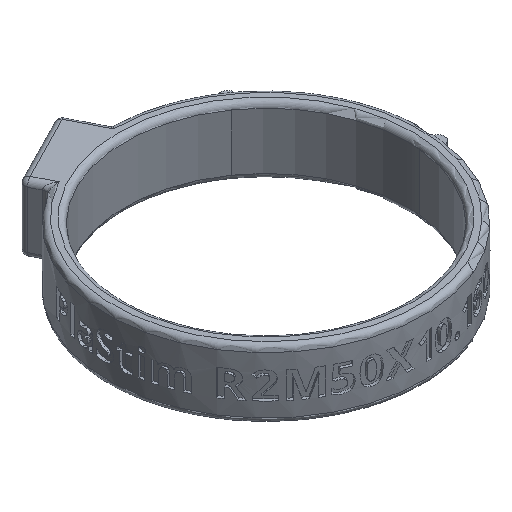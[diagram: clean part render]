
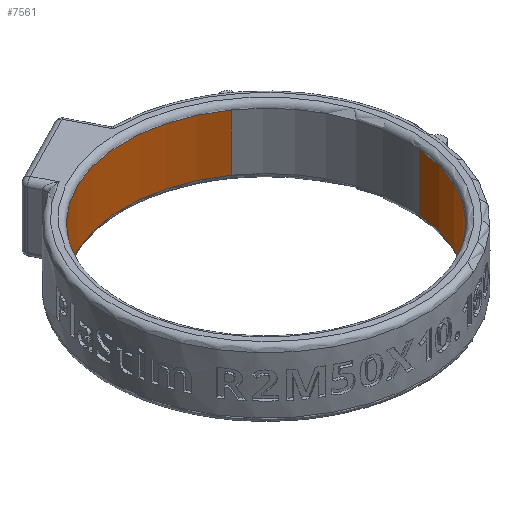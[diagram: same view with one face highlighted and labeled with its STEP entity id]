
A CAD part, isometric view. The second image highlights one B-rep face of the part: STEP entity #7561.
In plain terms, the highlighted cylindrical face has radius 25 mm (diameter 50 mm), a partial arc.
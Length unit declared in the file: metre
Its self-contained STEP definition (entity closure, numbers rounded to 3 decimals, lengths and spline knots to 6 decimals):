
#748=CYLINDRICAL_SURFACE('',#8044,0.025);
#845=CIRCLE('',#8039,0.025);
#848=CIRCLE('',#8043,0.025);
#1029=ORIENTED_EDGE('',*,*,#3424,.T.);
#1030=ORIENTED_EDGE('',*,*,#3433,.T.);
#1031=ORIENTED_EDGE('',*,*,#3431,.F.);
#1032=ORIENTED_EDGE('',*,*,#3434,.F.);
#3424=EDGE_CURVE('',#4624,#4626,#845,.T.);
#3431=EDGE_CURVE('',#4633,#4634,#848,.T.);
#3433=EDGE_CURVE('',#4626,#4634,#5419,.T.);
#3434=EDGE_CURVE('',#4624,#4633,#5420,.T.);
#4624=VERTEX_POINT('',#10073);
#4626=VERTEX_POINT('',#10077);
#4633=VERTEX_POINT('',#10092);
#4634=VERTEX_POINT('',#10094);
#5419=LINE('',#10097,#5918);
#5420=LINE('',#10098,#5919);
#5918=VECTOR('',#8574,1.);
#5919=VECTOR('',#8575,1.);
#6411=EDGE_LOOP('',(#1029,#1030,#1031,#1032));
#6909=FACE_BOUND('',#6411,.T.);
#7561=ADVANCED_FACE('',(#6909),#748,.F.);
#8039=AXIS2_PLACEMENT_3D('',#10078,#8557,#8558);
#8043=AXIS2_PLACEMENT_3D('',#10093,#8569,#8570);
#8044=AXIS2_PLACEMENT_3D('',#10096,#8572,#8573);
#8557=DIRECTION('',(0.,0.,1.));
#8558=DIRECTION('',(1.,0.,0.));
#8569=DIRECTION('',(0.,0.,1.));
#8570=DIRECTION('',(1.,0.,0.));
#8572=DIRECTION('',(0.,0.,-1.));
#8573=DIRECTION('',(-1.,0.,0.));
#8574=DIRECTION('',(0.,0.,-1.));
#8575=DIRECTION('',(0.,0.,-1.));
#10073=CARTESIAN_POINT('',(0.014339,0.020479,0.005));
#10077=CARTESIAN_POINT('',(0.024905,-0.002179,0.005));
#10078=CARTESIAN_POINT('',(0.,0.,0.005));
#10092=CARTESIAN_POINT('',(0.014339,0.020479,-0.005));
#10093=CARTESIAN_POINT('',(0.,0.,-0.005));
#10094=CARTESIAN_POINT('',(0.024905,-0.002179,-0.005));
#10096=CARTESIAN_POINT('',(0.,0.,0.005));
#10097=CARTESIAN_POINT('',(0.024905,-0.002179,0.005));
#10098=CARTESIAN_POINT('',(0.014339,0.020479,0.005));
